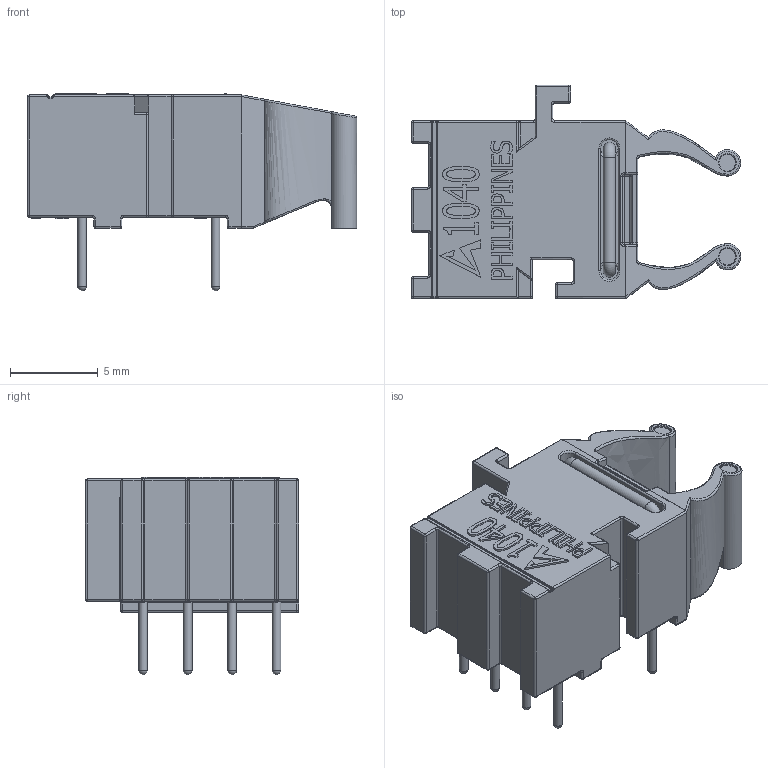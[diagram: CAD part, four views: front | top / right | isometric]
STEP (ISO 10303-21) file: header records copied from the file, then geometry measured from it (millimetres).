
FILE_DESCRIPTION(('FreeCAD Model'),'2;1');
FILE_NAME('Open CASCADE Shape Model','2025-10-02T08:24:24',(''),(''), 'Open CASCADE STEP processor 7.6','FreeCAD','Unknown');
FILE_SCHEMA(('AUTOMOTIVE_DESIGN { 1 0 10303 214 1 1 1 1 }'));
Length unit declared in the file: millimetre
Products named in the file (1): Avago HFBR-0500ETZ Series001
Bounding box: 18.8 x 12.19 x 11.28 mm (x, y, z)
Volume: 909.7 mm3; surface area: 1059.9 mm2
Topology: 1 solids, 1 shells, 728 faces, 1860 edges, 1133 vertices
Faces by surface type: plane 286, bspline 203, cylinder 155, sphere 45, torus 39
Full cylindrical faces by diameter (mm): 0.5 x1, 0.51 x6, 0.7 x3, 1 x4, 3.8 x1
Entity records: 30196 total; most frequent: CARTESIAN_POINT 9010, ORIENTED_EDGE 3630, DIRECTION 2786, EDGE_CURVE 1815, VERTEX_POINT 1133, LINE 988, VECTOR 988, AXIS2_PLACEMENT_3D 899
